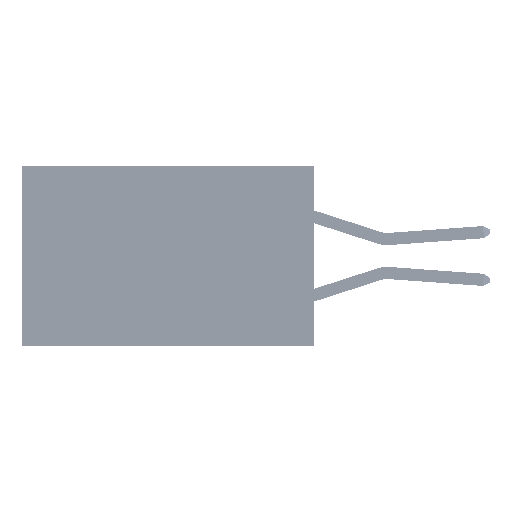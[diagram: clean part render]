
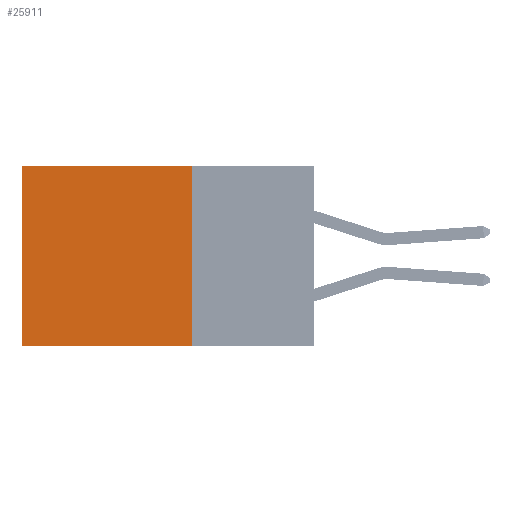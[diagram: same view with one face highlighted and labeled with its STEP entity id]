
A CAD part, left-side view. The second image highlights one B-rep face of the part: STEP entity #25911.
In plain terms, the highlighted planar face has unit normal (-1, 0, 0).
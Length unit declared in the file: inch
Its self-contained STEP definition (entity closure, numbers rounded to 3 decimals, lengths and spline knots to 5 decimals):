
#723 = LINE ( 'NONE', #17608, #18318 ) ;
#837 = ORIENTED_EDGE ( 'NONE', *, *, #33982, .F. ) ;
#1263 = DIRECTION ( 'NONE',  ( 0., 0., -1. ) ) ;
#1500 = CARTESIAN_POINT ( 'NONE',  ( 0.2875, 0.6, 0. ) ) ;
#1659 = EDGE_LOOP ( 'NONE', ( #34060, #837, #29170, #2223 ) ) ;
#2223 = ORIENTED_EDGE ( 'NONE', *, *, #18305, .T. ) ;
#5566 = VERTEX_POINT ( 'NONE', #7340 ) ;
#6327 = PLANE ( 'NONE',  #19284 ) ;
#7340 = CARTESIAN_POINT ( 'NONE',  ( 0.2875, 0.25, -0.37 ) ) ;
#9414 = FACE_OUTER_BOUND ( 'NONE', #1659, .T. ) ;
#12082 = LINE ( 'NONE', #19370, #49561 ) ;
#13015 = CARTESIAN_POINT ( 'NONE',  ( 0.2875, 0.6, -0.37 ) ) ;
#15053 = LINE ( 'NONE', #20317, #28150 ) ;
#16278 = VECTOR ( 'NONE', #39833, 39.37008 ) ;
#17112 = EDGE_CURVE ( 'NONE', #45553, #5566, #723, .T. ) ;
#17608 = CARTESIAN_POINT ( 'NONE',  ( 0.2875, 0.25, 0. ) ) ;
#18305 = EDGE_CURVE ( 'NONE', #45553, #40846, #20608, .T. ) ;
#18318 = VECTOR ( 'NONE', #1263, 39.37008 ) ;
#19284 = AXIS2_PLACEMENT_3D ( 'NONE', #42500, #46490, #22560 ) ;
#19370 = CARTESIAN_POINT ( 'NONE',  ( 0.2875, 0.6, 0. ) ) ;
#19998 = CARTESIAN_POINT ( 'NONE',  ( 0.2875, 0.25, 0. ) ) ;
#20317 = CARTESIAN_POINT ( 'NONE',  ( 0.2875, 0.25, -0.37 ) ) ;
#20608 = LINE ( 'NONE', #31827, #16278 ) ;
#22560 = DIRECTION ( 'NONE',  ( 0., 0., -1. ) ) ;
#25911 = ADVANCED_FACE ( 'NONE', ( #9414 ), #6327, .F. ) ;
#28150 = VECTOR ( 'NONE', #36090, 39.37008 ) ;
#29170 = ORIENTED_EDGE ( 'NONE', *, *, #17112, .F. ) ;
#31827 = CARTESIAN_POINT ( 'NONE',  ( 0.2875, 0.25, 0. ) ) ;
#33982 = EDGE_CURVE ( 'NONE', #5566, #46519, #15053, .T. ) ;
#34060 = ORIENTED_EDGE ( 'NONE', *, *, #48634, .T. ) ;
#36090 = DIRECTION ( 'NONE',  ( 0., 1., 0. ) ) ;
#38930 = DIRECTION ( 'NONE',  ( 0., 0., -1. ) ) ;
#39833 = DIRECTION ( 'NONE',  ( 0., 1., 0. ) ) ;
#40846 = VERTEX_POINT ( 'NONE', #1500 ) ;
#42500 = CARTESIAN_POINT ( 'NONE',  ( 0.2875, 0.25, 0. ) ) ;
#45553 = VERTEX_POINT ( 'NONE', #19998 ) ;
#46490 = DIRECTION ( 'NONE',  ( 1., 0., 0. ) ) ;
#46519 = VERTEX_POINT ( 'NONE', #13015 ) ;
#48634 = EDGE_CURVE ( 'NONE', #40846, #46519, #12082, .T. ) ;
#49561 = VECTOR ( 'NONE', #38930, 39.37008 ) ;
